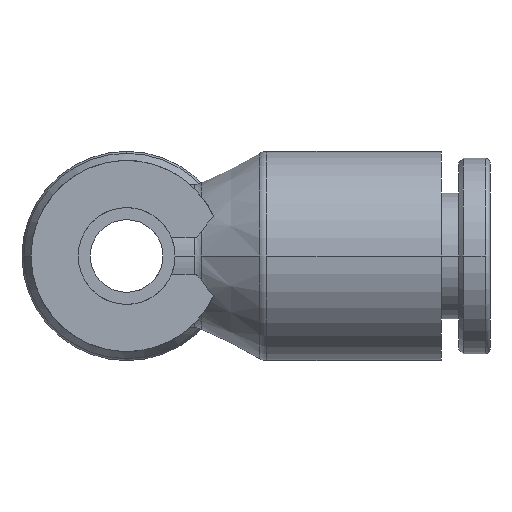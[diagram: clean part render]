
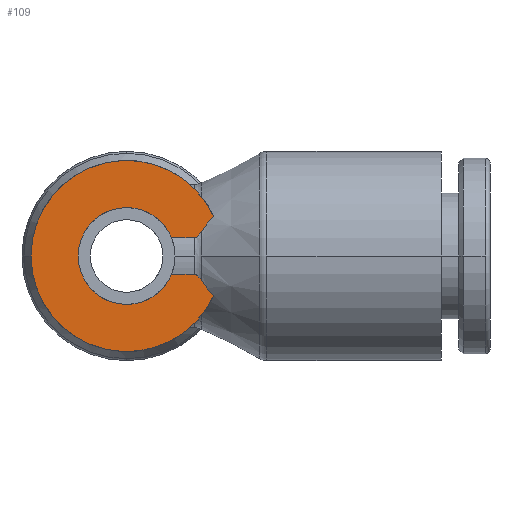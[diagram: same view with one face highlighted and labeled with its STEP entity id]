
A CAD part, front view. The second image highlights one B-rep face of the part: STEP entity #109.
In plain terms, the highlighted planar face has unit normal (0, -1, 0).
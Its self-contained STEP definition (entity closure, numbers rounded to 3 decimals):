
#109=ADVANCED_FACE('',(#262),#263,.T.);
#262=FACE_OUTER_BOUND('',#442,.T.);
#263=PLANE('',#443);
#442=EDGE_LOOP('',(#1022,#1023,#1024,#1025,#1026,#1027,#1028,#1029,#1030,#1031,#1032,#1033));
#443=AXIS2_PLACEMENT_3D('',#1034,#1035,#1036);
#1022=ORIENTED_EDGE('',*,*,#1275,.T.);
#1023=ORIENTED_EDGE('',*,*,#1411,.T.);
#1024=ORIENTED_EDGE('',*,*,#1270,.F.);
#1025=ORIENTED_EDGE('',*,*,#1408,.F.);
#1026=ORIENTED_EDGE('',*,*,#1407,.F.);
#1027=ORIENTED_EDGE('',*,*,#1289,.F.);
#1028=ORIENTED_EDGE('',*,*,#1395,.T.);
#1029=ORIENTED_EDGE('',*,*,#1296,.T.);
#1030=ORIENTED_EDGE('',*,*,#1402,.F.);
#1031=ORIENTED_EDGE('',*,*,#1406,.F.);
#1032=ORIENTED_EDGE('',*,*,#1410,.F.);
#1033=ORIENTED_EDGE('',*,*,#1413,.F.);
#1034=CARTESIAN_POINT('',(0.0,15.3,0.0));
#1035=DIRECTION('',(0.0,-1.0,0.0));
#1036=DIRECTION('',(1.0,0.0,0.0));
#1270=EDGE_CURVE('',#1555,#1557,#1558,.T.);
#1275=EDGE_CURVE('',#1566,#1564,#1567,.T.);
#1289=EDGE_CURVE('',#1590,#1592,#1593,.T.);
#1296=EDGE_CURVE('',#1600,#1604,#1606,.T.);
#1395=EDGE_CURVE('',#1590,#1600,#1770,.T.);
#1402=EDGE_CURVE('',#1776,#1604,#1778,.T.);
#1406=EDGE_CURVE('',#1782,#1776,#1783,.T.);
#1407=EDGE_CURVE('',#1592,#1784,#1785,.T.);
#1408=EDGE_CURVE('',#1784,#1555,#1786,.T.);
#1410=EDGE_CURVE('',#1787,#1782,#1789,.T.);
#1411=EDGE_CURVE('',#1564,#1557,#1790,.T.);
#1413=EDGE_CURVE('',#1566,#1787,#1792,.T.);
#1555=VERTEX_POINT('',#1964);
#1557=VERTEX_POINT('',#1966);
#1558=LINE('',#1967,#1968);
#1564=VERTEX_POINT('',#1984);
#1566=VERTEX_POINT('',#1987);
#1567=CIRCLE('',#1988,2.0);
#1590=VERTEX_POINT('',#2048);
#1592=VERTEX_POINT('',#2057);
#1593=(B_SPLINE_CURVE(2,(#2059,#2060,#2061),.UNSPECIFIED.,.F.,.F.)B_SPLINE_CURVE_WITH_KNOTS((3,3),(0.0,1.271),.UNSPECIFIED.)RATIONAL_B_SPLINE_CURVE((1.0,1.011,1.0))BOUNDED_CURVE()REPRESENTATION_ITEM('')GEOMETRIC_REPRESENTATION_ITEM()CURVE());
#1600=VERTEX_POINT('',#2075);
#1604=VERTEX_POINT('',#2080);
#1606=CIRCLE('',#2089,3.95);
#1770=CIRCLE('',#2517,3.95);
#1776=VERTEX_POINT('',#2534);
#1778=(B_SPLINE_CURVE(2,(#2537,#2538,#2539),.UNSPECIFIED.,.F.,.F.)B_SPLINE_CURVE_WITH_KNOTS((3,3),(0.0,1.271),.UNSPECIFIED.)RATIONAL_B_SPLINE_CURVE((1.0,1.011,1.0))BOUNDED_CURVE()REPRESENTATION_ITEM('')GEOMETRIC_REPRESENTATION_ITEM()CURVE());
#1782=VERTEX_POINT('',#2549);
#1783=B_SPLINE_CURVE_WITH_KNOTS('',3,(#2550,#2551,#2552,#2553,#2554,#2555,#2556,#2557,#2558,#2559,#2560,#2561),.UNSPECIFIED.,.F.,.F.,(4,2,2,2,2,4),(2.501,2.566,2.632,2.722,2.892,3.062),.UNSPECIFIED.);
#1784=VERTEX_POINT('',#2562);
#1785=B_SPLINE_CURVE_WITH_KNOTS('',3,(#2563,#2564,#2565,#2566,#2567,#2568,#2569,#2570,#2571,#2572,#2573,#2574),.UNSPECIFIED.,.F.,.F.,(4,2,2,2,2,4),(2.07,2.24,2.411,2.501,2.566,2.632),.UNSPECIFIED.);
#1786=B_SPLINE_CURVE_WITH_KNOTS('',3,(#2575,#2576,#2577,#2578,#2579,#2580,#2581,#2582,#2583,#2584),.UNSPECIFIED.,.F.,.F.,(4,2,2,2,4),(2.24,2.411,2.501,2.566,2.632),.UNSPECIFIED.);
#1787=VERTEX_POINT('',#2585);
#1789=B_SPLINE_CURVE_WITH_KNOTS('',3,(#2587,#2588,#2589,#2590,#2591,#2592,#2593,#2594,#2595,#2596),.UNSPECIFIED.,.F.,.F.,(4,2,2,2,4),(2.501,2.566,2.632,2.722,2.892),.UNSPECIFIED.);
#1790=CIRCLE('',#2597,2.0);
#1792=LINE('',#2599,#2600);
#1964=CARTESIAN_POINT('',(2.8,15.3,0.762));
#1966=CARTESIAN_POINT('',(1.849,15.3,0.762));
#1967=CARTESIAN_POINT('',(1.4,15.3,0.762));
#1968=VECTOR('',#2777,1.0);
#1984=CARTESIAN_POINT('',(-2.0,15.3,0.));
#1987=CARTESIAN_POINT('',(1.849,15.3,-0.762));
#1988=AXIS2_PLACEMENT_3D('',#2783,#2784,#2785);
#2048=CARTESIAN_POINT('',(3.598,15.3,1.63));
#2057=CARTESIAN_POINT('',(3.095,15.3,1.026));
#2059=CARTESIAN_POINT('',(3.95,15.3,1.963));
#2060=CARTESIAN_POINT('',(3.388,15.3,1.463));
#2061=CARTESIAN_POINT('',(3.095,15.3,1.026));
#2075=CARTESIAN_POINT('',(-3.95,15.3,0.));
#2080=CARTESIAN_POINT('',(3.598,15.3,-1.63));
#2089=AXIS2_PLACEMENT_3D('',#2819,#2820,#2821);
#2517=AXIS2_PLACEMENT_3D('',#2984,#2985,#2986);
#2534=CARTESIAN_POINT('',(3.095,15.3,-1.026));
#2537=CARTESIAN_POINT('',(3.095,15.3,-1.026));
#2538=CARTESIAN_POINT('',(3.388,15.3,-1.463));
#2539=CARTESIAN_POINT('',(3.95,15.3,-1.963));
#2549=CARTESIAN_POINT('',(2.848,15.3,-0.769));
#2550=CARTESIAN_POINT('',(2.733,15.3,-0.776));
#2551=CARTESIAN_POINT('',(2.753,15.3,-0.768));
#2552=CARTESIAN_POINT('',(2.778,15.3,-0.762));
#2553=CARTESIAN_POINT('',(2.822,15.3,-0.762));
#2554=CARTESIAN_POINT('',(2.847,15.3,-0.768));
#2555=CARTESIAN_POINT('',(2.895,15.3,-0.788));
#2556=CARTESIAN_POINT('',(2.924,15.3,-0.81));
#2557=CARTESIAN_POINT('',(2.988,15.3,-0.868));
#2558=CARTESIAN_POINT('',(3.026,15.3,-0.917));
#2559=CARTESIAN_POINT('',(3.093,15.3,-1.02));
#2560=CARTESIAN_POINT('',(3.124,15.3,-1.075));
#2561=CARTESIAN_POINT('',(3.149,15.3,-1.126));
#2562=CARTESIAN_POINT('',(2.848,15.3,0.769));
#2563=CARTESIAN_POINT('',(3.149,15.3,1.126));
#2564=CARTESIAN_POINT('',(3.124,15.3,1.075));
#2565=CARTESIAN_POINT('',(3.093,15.3,1.02));
#2566=CARTESIAN_POINT('',(3.026,15.3,0.917));
#2567=CARTESIAN_POINT('',(2.988,15.3,0.868));
#2568=CARTESIAN_POINT('',(2.924,15.3,0.81));
#2569=CARTESIAN_POINT('',(2.895,15.3,0.788));
#2570=CARTESIAN_POINT('',(2.847,15.3,0.768));
#2571=CARTESIAN_POINT('',(2.822,15.3,0.762));
#2572=CARTESIAN_POINT('',(2.778,15.3,0.762));
#2573=CARTESIAN_POINT('',(2.753,15.3,0.768));
#2574=CARTESIAN_POINT('',(2.733,15.3,0.776));
#2575=CARTESIAN_POINT('',(3.06,15.3,0.969));
#2576=CARTESIAN_POINT('',(3.026,15.3,0.917));
#2577=CARTESIAN_POINT('',(2.988,15.3,0.868));
#2578=CARTESIAN_POINT('',(2.924,15.3,0.81));
#2579=CARTESIAN_POINT('',(2.895,15.3,0.788));
#2580=CARTESIAN_POINT('',(2.847,15.3,0.768));
#2581=CARTESIAN_POINT('',(2.822,15.3,0.762));
#2582=CARTESIAN_POINT('',(2.778,15.3,0.762));
#2583=CARTESIAN_POINT('',(2.753,15.3,0.768));
#2584=CARTESIAN_POINT('',(2.733,15.3,0.776));
#2585=CARTESIAN_POINT('',(2.8,15.3,-0.762));
#2587=CARTESIAN_POINT('',(2.733,15.3,-0.776));
#2588=CARTESIAN_POINT('',(2.753,15.3,-0.768));
#2589=CARTESIAN_POINT('',(2.778,15.3,-0.762));
#2590=CARTESIAN_POINT('',(2.822,15.3,-0.762));
#2591=CARTESIAN_POINT('',(2.847,15.3,-0.768));
#2592=CARTESIAN_POINT('',(2.895,15.3,-0.788));
#2593=CARTESIAN_POINT('',(2.924,15.3,-0.81));
#2594=CARTESIAN_POINT('',(2.988,15.3,-0.868));
#2595=CARTESIAN_POINT('',(3.026,15.3,-0.917));
#2596=CARTESIAN_POINT('',(3.06,15.3,-0.969));
#2597=AXIS2_PLACEMENT_3D('',#3010,#3011,#3012);
#2599=CARTESIAN_POINT('',(1.4,15.3,-0.762));
#2600=VECTOR('',#3016,1.0);
#2777=DIRECTION('',(-1.0,-0.0,-0.0));
#2783=CARTESIAN_POINT('',(0.0,15.3,0.0));
#2784=DIRECTION('',(-0.0,1.0,0.0));
#2785=DIRECTION('',(1.0,0.0,0.0));
#2819=CARTESIAN_POINT('',(0.0,15.3,0.0));
#2820=DIRECTION('',(0.0,-1.0,0.0));
#2821=DIRECTION('',(1.0,0.0,0.0));
#2984=CARTESIAN_POINT('',(0.0,15.3,0.0));
#2985=DIRECTION('',(0.0,-1.0,0.0));
#2986=DIRECTION('',(1.0,0.0,0.0));
#3010=CARTESIAN_POINT('',(0.0,15.3,0.0));
#3011=DIRECTION('',(-0.0,1.0,0.0));
#3012=DIRECTION('',(1.0,0.0,0.0));
#3016=DIRECTION('',(1.0,0.0,0.0));
